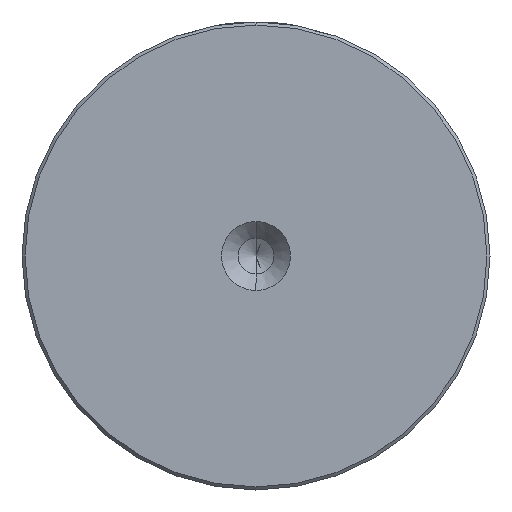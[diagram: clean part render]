
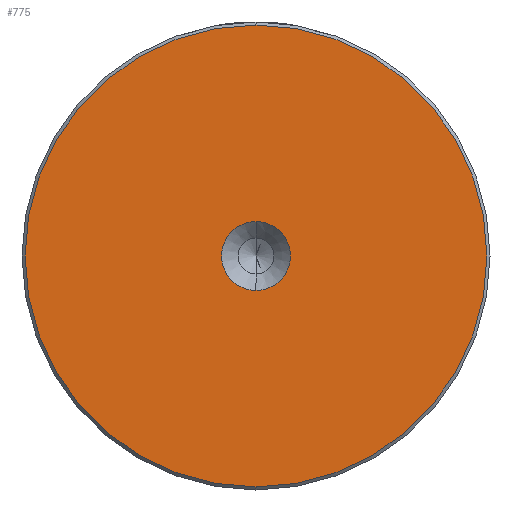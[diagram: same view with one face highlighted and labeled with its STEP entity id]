
A CAD part, left-side view. The second image highlights one B-rep face of the part: STEP entity #775.
In plain terms, the highlighted planar face has unit normal (-1, 0, 0).
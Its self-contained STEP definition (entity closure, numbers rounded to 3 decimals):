
#82 = DIRECTION ( 'NONE',  ( 0., 0., 1. ) ) ;
#104 = CARTESIAN_POINT ( 'NONE',  ( 0., 0., -37.5 ) ) ;
#190 = ORIENTED_EDGE ( 'NONE', *, *, #482, .T. ) ;
#249 = EDGE_CURVE ( 'NONE', #1440, #1674, #448, .T. ) ;
#284 = DIRECTION ( 'NONE',  ( -1., 0., 0. ) ) ;
#292 = CARTESIAN_POINT ( 'NONE',  ( 0., 0., 0. ) ) ;
#300 = AXIS2_PLACEMENT_3D ( 'NONE', #2230, #2204, #2032 ) ;
#370 = DIRECTION ( 'NONE',  ( 0., 0., 1. ) ) ;
#448 = CIRCLE ( 'NONE', #491, 5.6 ) ;
#482 = EDGE_CURVE ( 'NONE', #538, #1515, #2123, .T. ) ;
#491 = AXIS2_PLACEMENT_3D ( 'NONE', #1239, #1230, #1217 ) ;
#538 = VERTEX_POINT ( 'NONE', #1819 ) ;
#540 = EDGE_CURVE ( 'NONE', #1674, #1440, #1925, .T. ) ;
#567 = DIRECTION ( 'NONE',  ( -1., 0., 0. ) ) ;
#635 = CIRCLE ( 'NONE', #1442, 37.5 ) ;
#775 = ADVANCED_FACE ( 'NONE', ( #2559, #2021 ), #1996, .T. ) ;
#785 = CARTESIAN_POINT ( 'NONE',  ( 0., 0., 0. ) ) ;
#837 = ORIENTED_EDGE ( 'NONE', *, *, #540, .F. ) ;
#1115 = DIRECTION ( 'NONE',  ( -1., 0., 0. ) ) ;
#1217 = DIRECTION ( 'NONE',  ( 0., 0., 1. ) ) ;
#1230 = DIRECTION ( 'NONE',  ( -1., 0., 0. ) ) ;
#1239 = CARTESIAN_POINT ( 'NONE',  ( 0., 0., 0. ) ) ;
#1440 = VERTEX_POINT ( 'NONE', #1953 ) ;
#1442 = AXIS2_PLACEMENT_3D ( 'NONE', #2342, #1115, #2543 ) ;
#1515 = VERTEX_POINT ( 'NONE', #104 ) ;
#1674 = VERTEX_POINT ( 'NONE', #1744 ) ;
#1744 = CARTESIAN_POINT ( 'NONE',  ( 0., 0., 5.6 ) ) ;
#1813 = AXIS2_PLACEMENT_3D ( 'NONE', #785, #567, #370 ) ;
#1819 = CARTESIAN_POINT ( 'NONE',  ( 0., 0., 37.5 ) ) ;
#1834 = EDGE_LOOP ( 'NONE', ( #837, #2138 ) ) ;
#1925 = CIRCLE ( 'NONE', #300, 5.6 ) ;
#1952 = EDGE_CURVE ( 'NONE', #1515, #538, #635, .T. ) ;
#1953 = CARTESIAN_POINT ( 'NONE',  ( 0., 0., -5.6 ) ) ;
#1996 = PLANE ( 'NONE',  #1813 ) ;
#2021 = FACE_BOUND ( 'NONE', #1834, .T. ) ;
#2032 = DIRECTION ( 'NONE',  ( 0., 0., 1. ) ) ;
#2123 = CIRCLE ( 'NONE', #2669, 37.5 ) ;
#2126 = ORIENTED_EDGE ( 'NONE', *, *, #1952, .T. ) ;
#2138 = ORIENTED_EDGE ( 'NONE', *, *, #249, .F. ) ;
#2204 = DIRECTION ( 'NONE',  ( -1., 0., 0. ) ) ;
#2230 = CARTESIAN_POINT ( 'NONE',  ( 0., 0., 0. ) ) ;
#2342 = CARTESIAN_POINT ( 'NONE',  ( 0., 0., 0. ) ) ;
#2444 = EDGE_LOOP ( 'NONE', ( #2126, #190 ) ) ;
#2543 = DIRECTION ( 'NONE',  ( 0., 0., 1. ) ) ;
#2559 = FACE_OUTER_BOUND ( 'NONE', #2444, .T. ) ;
#2669 = AXIS2_PLACEMENT_3D ( 'NONE', #292, #284, #82 ) ;
